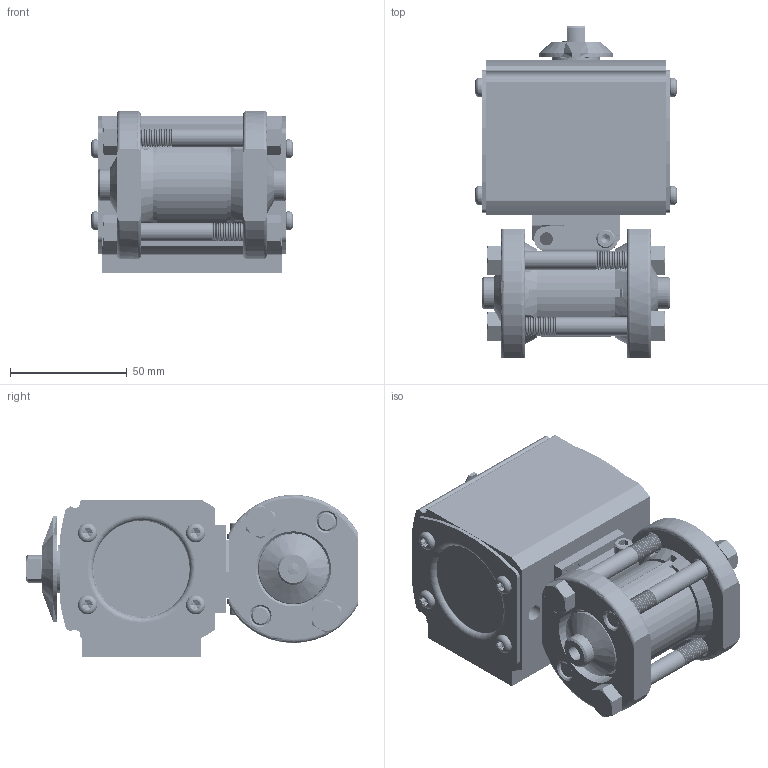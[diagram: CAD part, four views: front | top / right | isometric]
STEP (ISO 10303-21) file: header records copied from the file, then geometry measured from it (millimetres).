
FILE_DESCRIPTION (( 'STEP AP203' ), '1' );
FILE_NAME ('24XXTSWFA512D.step', '2018-09-04T19:09:44', ( '' ), ( '' ), 'SwSTEP 2.0', 'SolidWorks 2018', '' );
FILE_SCHEMA (( 'CONFIG_CONTROL_DESIGN' ));
Products named in the file (1): 24XXTSWFA512D
Bounding box: 86.49 x 142.33 x 69.6 mm (x, y, z)
Volume: 355897.9 mm3; surface area: 136940.7 mm2
Topology: 36 solids, 36 shells, 2973 faces, 8123 edges, 5241 vertices
Faces by surface type: cylinder 1443, cone 868, plane 466, torus 120, bspline 74, sphere 2
Entity records: 124373 total; most frequent: CARTESIAN_POINT 52167, ORIENTED_EDGE 15994, DIRECTION 14777, EDGE_CURVE 7997, AXIS2_PLACEMENT_3D 5936, VERTEX_POINT 5237, EDGE_LOOP 3212, CIRCLE 3036
